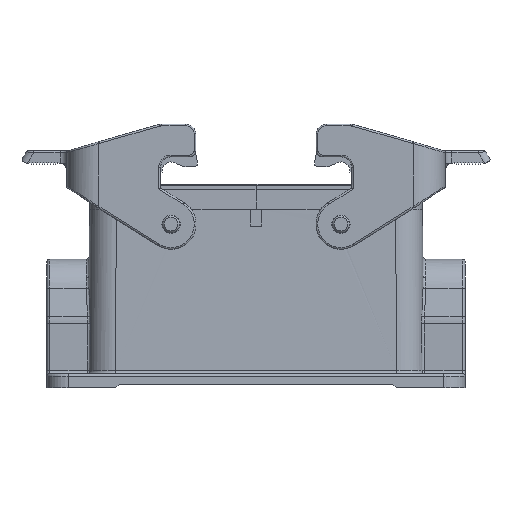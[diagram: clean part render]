
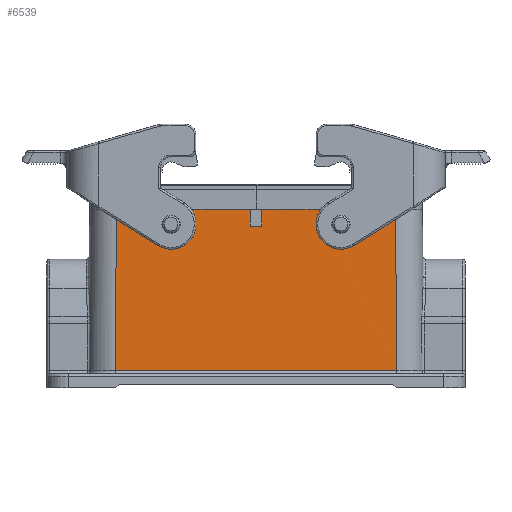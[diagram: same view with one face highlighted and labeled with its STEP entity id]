
A CAD part, front view. The second image highlights one B-rep face of the part: STEP entity #6539.
In plain terms, the highlighted planar face has unit normal (0, -1, 0.007).
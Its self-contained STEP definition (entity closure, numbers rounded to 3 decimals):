
#6539=ADVANCED_FACE('',(#10117,#10118,#10119),#7316,.F.);
#7316=PLANE('',#19377);
#7637=B_SPLINE_CURVE_WITH_KNOTS('',3,(#24326,#24327,#24328,#24329),
 .UNSPECIFIED.,.F.,.F.,(4,4),(0.,1.),.UNSPECIFIED.);
#7680=B_SPLINE_CURVE_WITH_KNOTS('',3,(#25198,#25199,#25200,#25201,#25202,
#25203,#25204,#25205,#25206,#25207),.UNSPECIFIED.,.F.,.F.,(4,2,2,2,4),(0.,
0.25,0.5,0.75,1.),.UNSPECIFIED.);
#7681=B_SPLINE_CURVE_WITH_KNOTS('',3,(#25211,#25212,#25213,#25214,#25215,
#25216,#25217,#25218,#25219,#25220),.UNSPECIFIED.,.F.,.F.,(4,2,2,2,4),(0.,
0.25,0.5,0.75,1.),.UNSPECIFIED.);
#7682=B_SPLINE_CURVE_WITH_KNOTS('',3,(#25224,#25225,#25226,#25227,#25228,
#25229,#25230,#25231,#25232,#25233),.UNSPECIFIED.,.F.,.F.,(4,2,2,2,4),(0.,
0.25,0.5,0.75,1.),.UNSPECIFIED.);
#7683=B_SPLINE_CURVE_WITH_KNOTS('',3,(#25237,#25238,#25239,#25240,#25241,
#25242,#25243,#25244,#25245,#25246),.UNSPECIFIED.,.F.,.F.,(4,2,2,2,4),(0.,
0.25,0.5,0.75,1.),.UNSPECIFIED.);
#7856=LINE('',#24334,#8981);
#8014=LINE('',#25195,#9139);
#8015=LINE('',#25209,#9140);
#8016=LINE('',#25221,#9141);
#8017=LINE('',#25235,#9142);
#8018=LINE('',#25247,#9143);
#8019=LINE('',#25250,#9144);
#8020=LINE('',#25252,#9145);
#8021=LINE('',#25253,#9146);
#8022=LINE('',#25255,#9147);
#8023=LINE('',#25257,#9148);
#8024=LINE('',#25258,#9149);
#8981=VECTOR('',#20555,1.);
#9139=VECTOR('',#20995,1.);
#9140=VECTOR('',#20996,1.);
#9141=VECTOR('',#20997,1.);
#9142=VECTOR('',#20998,1.);
#9143=VECTOR('',#20999,1.);
#9144=VECTOR('',#21000,1.);
#9145=VECTOR('',#21001,1.);
#9146=VECTOR('',#21002,1.);
#9147=VECTOR('',#21003,1.);
#9148=VECTOR('',#21004,1.);
#9149=VECTOR('',#21005,1.);
#10117=FACE_BOUND('',#10339,.T.);
#10118=FACE_BOUND('',#10340,.T.);
#10119=FACE_BOUND('',#10341,.T.);
#10339=EDGE_LOOP('',(#11510,#11511,#11512,#11513));
#10340=EDGE_LOOP('',(#11514,#11515,#11516,#11517));
#10341=EDGE_LOOP('',(#11518,#11519,#11520,#11521,#11522,#11523,#11524,#11525,
#11526));
#11510=ORIENTED_EDGE('',*,*,#16623,.T.);
#11511=ORIENTED_EDGE('',*,*,#16624,.T.);
#11512=ORIENTED_EDGE('',*,*,#16625,.T.);
#11513=ORIENTED_EDGE('',*,*,#16626,.T.);
#11514=ORIENTED_EDGE('',*,*,#16627,.F.);
#11515=ORIENTED_EDGE('',*,*,#16628,.T.);
#11516=ORIENTED_EDGE('',*,*,#16629,.F.);
#11517=ORIENTED_EDGE('',*,*,#16630,.F.);
#11518=ORIENTED_EDGE('',*,*,#16631,.T.);
#11519=ORIENTED_EDGE('',*,*,#16632,.T.);
#11520=ORIENTED_EDGE('',*,*,#16633,.T.);
#11521=ORIENTED_EDGE('',*,*,#16338,.T.);
#11522=ORIENTED_EDGE('',*,*,#16634,.T.);
#11523=ORIENTED_EDGE('',*,*,#16635,.T.);
#11524=ORIENTED_EDGE('',*,*,#16636,.T.);
#11525=ORIENTED_EDGE('',*,*,#16340,.T.);
#11526=ORIENTED_EDGE('',*,*,#16637,.T.);
#15090=VERTEX_POINT('',#24323);
#15091=VERTEX_POINT('',#24325);
#15092=VERTEX_POINT('',#24332);
#15094=VERTEX_POINT('',#24335);
#15330=VERTEX_POINT('',#25196);
#15331=VERTEX_POINT('',#25197);
#15332=VERTEX_POINT('',#25208);
#15333=VERTEX_POINT('',#25210);
#15334=VERTEX_POINT('',#25222);
#15335=VERTEX_POINT('',#25223);
#15336=VERTEX_POINT('',#25234);
#15337=VERTEX_POINT('',#25236);
#15338=VERTEX_POINT('',#25248);
#15339=VERTEX_POINT('',#25249);
#15340=VERTEX_POINT('',#25251);
#15341=VERTEX_POINT('',#25254);
#15342=VERTEX_POINT('',#25256);
#16338=EDGE_CURVE('',#15090,#15091,#7637,.T.);
#16340=EDGE_CURVE('',#15094,#15092,#7856,.T.);
#16623=EDGE_CURVE('',#15330,#15331,#8014,.T.);
#16624=EDGE_CURVE('',#15331,#15332,#7680,.T.);
#16625=EDGE_CURVE('',#15332,#15333,#8015,.T.);
#16626=EDGE_CURVE('',#15333,#15330,#7681,.T.);
#16627=EDGE_CURVE('',#15334,#15335,#8016,.T.);
#16628=EDGE_CURVE('',#15334,#15336,#7682,.T.);
#16629=EDGE_CURVE('',#15337,#15336,#8017,.T.);
#16630=EDGE_CURVE('',#15335,#15337,#7683,.T.);
#16631=EDGE_CURVE('',#15338,#15339,#8018,.T.);
#16632=EDGE_CURVE('',#15339,#15340,#8019,.T.);
#16633=EDGE_CURVE('',#15340,#15090,#8020,.T.);
#16634=EDGE_CURVE('',#15091,#15341,#8021,.T.);
#16635=EDGE_CURVE('',#15341,#15342,#8022,.T.);
#16636=EDGE_CURVE('',#15342,#15094,#8023,.T.);
#16637=EDGE_CURVE('',#15092,#15338,#8024,.T.);
#19377=AXIS2_PLACEMENT_3D('',#25259,#21006,#21007);
#20555=DIRECTION('',(-1.,0.,0.));
#20995=DIRECTION('',(1.,0.,0.));
#20996=DIRECTION('',(1.,0.,0.));
#20997=DIRECTION('',(-1.,0.,0.));
#20998=DIRECTION('',(-1.,0.,0.));
#20999=DIRECTION('',(-0.007,-0.007,-1.));
#21000=DIRECTION('',(1.,0.,0.));
#21001=DIRECTION('',(-0.007,0.007,1.));
#21002=DIRECTION('',(0.,-0.007,-1.));
#21003=DIRECTION('',(-1.,0.,0.));
#21004=DIRECTION('',(0.,0.007,1.));
#21005=DIRECTION('',(-1.,0.,0.));
#21006=DIRECTION('',(0.,1.,-0.007));
#21007=DIRECTION('',(0.,-0.007,-1.));
#24323=CARTESIAN_POINT('',(39.031,-21.5,5.7));
#24325=CARTESIAN_POINT('',(1.6,-21.5,5.7));
#24326=CARTESIAN_POINT('',(39.05,-21.5,5.7));
#24327=CARTESIAN_POINT('',(26.567,-21.5,5.7));
#24328=CARTESIAN_POINT('',(14.083,-21.5,5.7));
#24329=CARTESIAN_POINT('',(1.6,-21.5,5.7));
#24332=CARTESIAN_POINT('',(-39.012,-21.5,5.7));
#24334=CARTESIAN_POINT('',(-200.,-21.5,5.7));
#24335=CARTESIAN_POINT('',(-1.6,-21.5,5.7));
#25195=CARTESIAN_POINT('',(-200.,-21.529,1.55));
#25196=CARTESIAN_POINT('',(-21.75,-21.529,1.55));
#25197=CARTESIAN_POINT('',(-20.25,-21.529,1.55));
#25198=CARTESIAN_POINT('',(-20.25,-21.529,1.55));
#25199=CARTESIAN_POINT('',(-20.25,-21.536,0.584));
#25200=CARTESIAN_POINT('',(-20.592,-21.542,-0.242));
#25201=CARTESIAN_POINT('',(-21.958,-21.552,-1.608));
#25202=CARTESIAN_POINT('',(-22.784,-21.554,-1.95));
#25203=CARTESIAN_POINT('',(-24.716,-21.554,-1.95));
#25204=CARTESIAN_POINT('',(-25.541,-21.552,-1.608));
#25205=CARTESIAN_POINT('',(-26.908,-21.542,-0.242));
#25206=CARTESIAN_POINT('',(-27.25,-21.536,0.583));
#25207=CARTESIAN_POINT('',(-27.25,-21.529,1.55));
#25208=CARTESIAN_POINT('',(-27.25,-21.529,1.55));
#25209=CARTESIAN_POINT('',(-200.,-21.529,1.55));
#25210=CARTESIAN_POINT('',(-25.75,-21.529,1.55));
#25211=CARTESIAN_POINT('',(-25.75,-21.529,1.55));
#25212=CARTESIAN_POINT('',(-25.75,-21.525,2.102));
#25213=CARTESIAN_POINT('',(-25.555,-21.522,2.574));
#25214=CARTESIAN_POINT('',(-24.774,-21.517,3.355));
#25215=CARTESIAN_POINT('',(-24.302,-21.515,3.55));
#25216=CARTESIAN_POINT('',(-23.198,-21.515,3.55));
#25217=CARTESIAN_POINT('',(-22.726,-21.517,3.355));
#25218=CARTESIAN_POINT('',(-21.946,-21.522,2.574));
#25219=CARTESIAN_POINT('',(-21.75,-21.525,2.102));
#25220=CARTESIAN_POINT('',(-21.75,-21.529,1.55));
#25221=CARTESIAN_POINT('',(-200.,-21.529,1.55));
#25222=CARTESIAN_POINT('',(27.25,-21.529,1.55));
#25223=CARTESIAN_POINT('',(25.75,-21.529,1.55));
#25224=CARTESIAN_POINT('',(27.25,-21.529,1.55));
#25225=CARTESIAN_POINT('',(27.25,-21.536,0.584));
#25226=CARTESIAN_POINT('',(26.908,-21.542,-0.242));
#25227=CARTESIAN_POINT('',(25.542,-21.552,-1.608));
#25228=CARTESIAN_POINT('',(24.716,-21.554,-1.95));
#25229=CARTESIAN_POINT('',(22.784,-21.554,-1.95));
#25230=CARTESIAN_POINT('',(21.959,-21.552,-1.608));
#25231=CARTESIAN_POINT('',(20.592,-21.542,-0.242));
#25232=CARTESIAN_POINT('',(20.25,-21.536,0.583));
#25233=CARTESIAN_POINT('',(20.25,-21.529,1.55));
#25234=CARTESIAN_POINT('',(20.25,-21.529,1.55));
#25235=CARTESIAN_POINT('',(-200.,-21.529,1.55));
#25236=CARTESIAN_POINT('',(21.75,-21.529,1.55));
#25237=CARTESIAN_POINT('',(25.75,-21.529,1.55));
#25238=CARTESIAN_POINT('',(25.75,-21.529,2.102));
#25239=CARTESIAN_POINT('',(25.554,-21.529,2.574));
#25240=CARTESIAN_POINT('',(24.774,-21.529,3.355));
#25241=CARTESIAN_POINT('',(24.302,-21.529,3.55));
#25242=CARTESIAN_POINT('',(23.198,-21.529,3.55));
#25243=CARTESIAN_POINT('',(22.726,-21.529,3.355));
#25244=CARTESIAN_POINT('',(21.945,-21.529,2.574));
#25245=CARTESIAN_POINT('',(21.75,-21.529,2.102));
#25246=CARTESIAN_POINT('',(21.75,-21.529,1.55));
#25247=CARTESIAN_POINT('',(-39.351,-21.825,-40.299));
#25248=CARTESIAN_POINT('',(-39.05,-21.5,5.7));
#25249=CARTESIAN_POINT('',(-39.345,-21.819,-39.456));
#25250=CARTESIAN_POINT('',(-200.,-21.819,-39.456));
#25251=CARTESIAN_POINT('',(39.345,-21.819,-39.456));
#25252=CARTESIAN_POINT('',(39.051,-21.5,5.651));
#25253=CARTESIAN_POINT('',(1.6,-21.5,5.7));
#25254=CARTESIAN_POINT('',(1.6,-21.533,1.));
#25255=CARTESIAN_POINT('',(-200.,-21.533,1.));
#25256=CARTESIAN_POINT('',(-1.6,-21.533,1.));
#25257=CARTESIAN_POINT('',(-1.6,-21.5,5.7));
#25258=CARTESIAN_POINT('',(-200.,-21.5,5.7));
#25259=CARTESIAN_POINT('',(-200.,-21.5,5.7));
